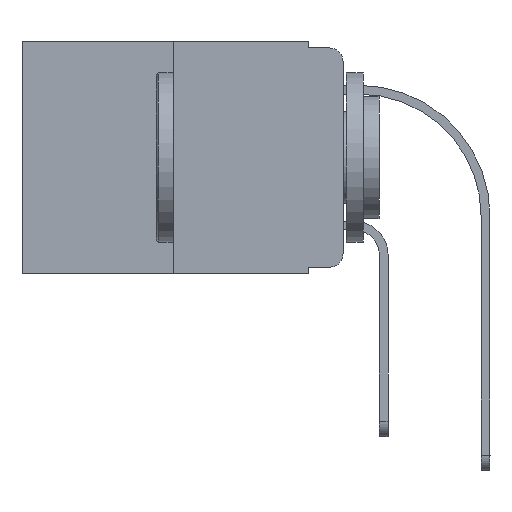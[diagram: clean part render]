
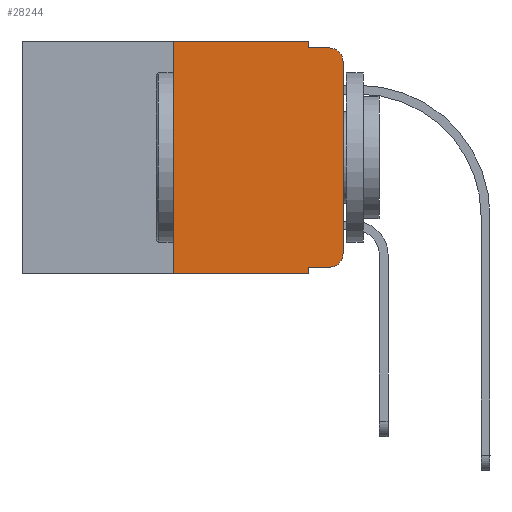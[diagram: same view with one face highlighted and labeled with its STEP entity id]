
A CAD part, left-side view. The second image highlights one B-rep face of the part: STEP entity #28244.
In plain terms, the highlighted planar face has unit normal (-1, 0, 0).
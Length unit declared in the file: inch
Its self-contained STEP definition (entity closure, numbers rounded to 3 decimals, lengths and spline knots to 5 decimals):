
#857 = EDGE_CURVE ( 'NONE', #26678, #8955, #23188, .T. ) ;
#1098 = PLANE ( 'NONE',  #17525 ) ;
#1142 = VECTOR ( 'NONE', #17624, 39.37008 ) ;
#1398 = CIRCLE ( 'NONE', #10588, 0.02 ) ;
#1399 = CARTESIAN_POINT ( 'NONE',  ( 0., 0.02, -0.313 ) ) ;
#2098 = DIRECTION ( 'NONE',  ( 0., -1., 0. ) ) ;
#3843 = EDGE_CURVE ( 'NONE', #18071, #26832, #15760, .T. ) ;
#3905 = CARTESIAN_POINT ( 'NONE',  ( 0., 0.25, 0. ) ) ;
#4442 = AXIS2_PLACEMENT_3D ( 'NONE', #21338, #5554, #18635 ) ;
#4670 = DIRECTION ( 'NONE',  ( 0., 0., 1. ) ) ;
#4910 = ORIENTED_EDGE ( 'NONE', *, *, #6829, .F. ) ;
#5095 = CARTESIAN_POINT ( 'NONE',  ( 0., 0.02, -0.333 ) ) ;
#5554 = DIRECTION ( 'NONE',  ( -1., 0., 0. ) ) ;
#5763 = LINE ( 'NONE', #14673, #20260 ) ;
#6042 = ORIENTED_EDGE ( 'NONE', *, *, #26637, .T. ) ;
#6260 = ORIENTED_EDGE ( 'NONE', *, *, #8980, .F. ) ;
#6457 = DIRECTION ( 'NONE',  ( 0., 0., 1. ) ) ;
#6480 = EDGE_LOOP ( 'NONE', ( #17162, #16828, #4910, #14284, #8101, #6260, #10172, #13748, #9936, #6042 ) ) ;
#6810 = LINE ( 'NONE', #24045, #27308 ) ;
#6829 = EDGE_CURVE ( 'NONE', #18801, #23781, #6810, .T. ) ;
#6974 = LINE ( 'NONE', #11275, #25468 ) ;
#8037 = LINE ( 'NONE', #21676, #12484 ) ;
#8101 = ORIENTED_EDGE ( 'NONE', *, *, #8437, .F. ) ;
#8437 = EDGE_CURVE ( 'NONE', #16064, #21092, #17057, .T. ) ;
#8673 = VERTEX_POINT ( 'NONE', #25651 ) ;
#8955 = VERTEX_POINT ( 'NONE', #13574 ) ;
#8980 = EDGE_CURVE ( 'NONE', #26678, #16064, #6974, .T. ) ;
#9734 = FACE_OUTER_BOUND ( 'NONE', #6480, .T. ) ;
#9874 = DIRECTION ( 'NONE',  ( 1., 0., 0. ) ) ;
#9936 = ORIENTED_EDGE ( 'NONE', *, *, #3843, .T. ) ;
#10005 = CARTESIAN_POINT ( 'NONE',  ( 0., 0.473, 0. ) ) ;
#10029 = DIRECTION ( 'NONE',  ( -1., 0., 0. ) ) ;
#10076 = EDGE_CURVE ( 'NONE', #8673, #23781, #12238, .T. ) ;
#10172 = ORIENTED_EDGE ( 'NONE', *, *, #857, .T. ) ;
#10451 = DIRECTION ( 'NONE',  ( 0., 0., -1. ) ) ;
#10588 = AXIS2_PLACEMENT_3D ( 'NONE', #1399, #10029, #10451 ) ;
#10646 = DIRECTION ( 'NONE',  ( 0., 0., -1. ) ) ;
#11275 = CARTESIAN_POINT ( 'NONE',  ( 0., 0.25, 0. ) ) ;
#11402 = VECTOR ( 'NONE', #18746, 39.37008 ) ;
#12238 = CIRCLE ( 'NONE', #4442, 0.02 ) ;
#12484 = VECTOR ( 'NONE', #6457, 39.37008 ) ;
#12930 = VERTEX_POINT ( 'NONE', #25446 ) ;
#13259 = CARTESIAN_POINT ( 'NONE',  ( 0., 0.051, 0. ) ) ;
#13574 = CARTESIAN_POINT ( 'NONE',  ( 0., 0.051, -0.343 ) ) ;
#13748 = ORIENTED_EDGE ( 'NONE', *, *, #24739, .F. ) ;
#14257 = VECTOR ( 'NONE', #17577, 39.37008 ) ;
#14284 = ORIENTED_EDGE ( 'NONE', *, *, #27436, .F. ) ;
#14673 = CARTESIAN_POINT ( 'NONE',  ( 0., 0.051, 0. ) ) ;
#14944 = CARTESIAN_POINT ( 'NONE',  ( 0., 0.02, -0.01 ) ) ;
#15760 = LINE ( 'NONE', #19773, #21233 ) ;
#16064 = VERTEX_POINT ( 'NONE', #3905 ) ;
#16773 = CARTESIAN_POINT ( 'NONE',  ( 0., 0.25, -0.343 ) ) ;
#16828 = ORIENTED_EDGE ( 'NONE', *, *, #10076, .T. ) ;
#17057 = LINE ( 'NONE', #19507, #1142 ) ;
#17162 = ORIENTED_EDGE ( 'NONE', *, *, #27892, .T. ) ;
#17525 = AXIS2_PLACEMENT_3D ( 'NONE', #10005, #9874, #18780 ) ;
#17577 = DIRECTION ( 'NONE',  ( 0., 0., -1. ) ) ;
#17624 = DIRECTION ( 'NONE',  ( 0., -1., 0. ) ) ;
#17715 = LINE ( 'NONE', #13259, #14257 ) ;
#18071 = VERTEX_POINT ( 'NONE', #19529 ) ;
#18635 = DIRECTION ( 'NONE',  ( 0., 0., -1. ) ) ;
#18746 = DIRECTION ( 'NONE',  ( 0., -1., 0. ) ) ;
#18780 = DIRECTION ( 'NONE',  ( 0., 0., -1. ) ) ;
#18801 = VERTEX_POINT ( 'NONE', #19316 ) ;
#19316 = CARTESIAN_POINT ( 'NONE',  ( 0., 0.051, -0.01 ) ) ;
#19507 = CARTESIAN_POINT ( 'NONE',  ( 0., 0.473, 0. ) ) ;
#19529 = CARTESIAN_POINT ( 'NONE',  ( 0., 0.051, -0.333 ) ) ;
#19773 = CARTESIAN_POINT ( 'NONE',  ( 0., 0.051, -0.333 ) ) ;
#20260 = VECTOR ( 'NONE', #10646, 39.37008 ) ;
#21092 = VERTEX_POINT ( 'NONE', #23529 ) ;
#21233 = VECTOR ( 'NONE', #2098, 39.37008 ) ;
#21338 = CARTESIAN_POINT ( 'NONE',  ( 0., 0.02, -0.03 ) ) ;
#21676 = CARTESIAN_POINT ( 'NONE',  ( 0., 0., 0. ) ) ;
#23188 = LINE ( 'NONE', #27506, #11402 ) ;
#23529 = CARTESIAN_POINT ( 'NONE',  ( 0., 0.051, 0. ) ) ;
#23781 = VERTEX_POINT ( 'NONE', #14944 ) ;
#24045 = CARTESIAN_POINT ( 'NONE',  ( 0., 0.051, -0.01 ) ) ;
#24604 = DIRECTION ( 'NONE',  ( 0., -1., 0. ) ) ;
#24739 = EDGE_CURVE ( 'NONE', #18071, #8955, #17715, .T. ) ;
#25446 = CARTESIAN_POINT ( 'NONE',  ( 0., 0., -0.313 ) ) ;
#25468 = VECTOR ( 'NONE', #4670, 39.37008 ) ;
#25651 = CARTESIAN_POINT ( 'NONE',  ( 0., 0., -0.03 ) ) ;
#26637 = EDGE_CURVE ( 'NONE', #26832, #12930, #1398, .T. ) ;
#26678 = VERTEX_POINT ( 'NONE', #16773 ) ;
#26832 = VERTEX_POINT ( 'NONE', #5095 ) ;
#27308 = VECTOR ( 'NONE', #24604, 39.37008 ) ;
#27436 = EDGE_CURVE ( 'NONE', #21092, #18801, #5763, .T. ) ;
#27506 = CARTESIAN_POINT ( 'NONE',  ( 0., 0.473, -0.343 ) ) ;
#27892 = EDGE_CURVE ( 'NONE', #12930, #8673, #8037, .T. ) ;
#28244 = ADVANCED_FACE ( 'NONE', ( #9734 ), #1098, .F. ) ;
